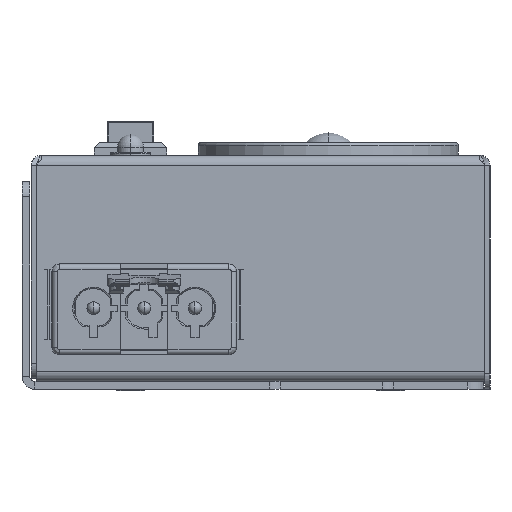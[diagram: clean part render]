
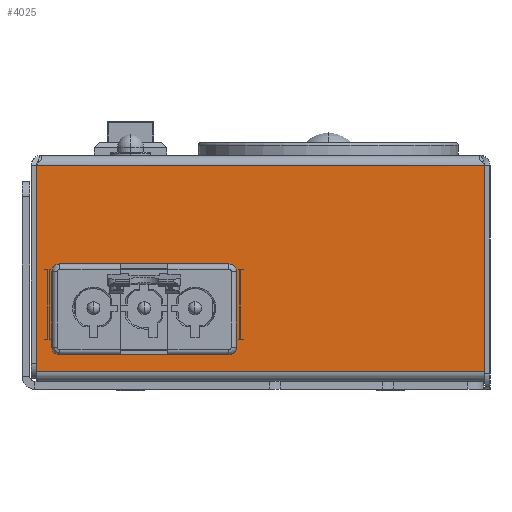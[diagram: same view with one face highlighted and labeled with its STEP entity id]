
A CAD part, left-side view. The second image highlights one B-rep face of the part: STEP entity #4025.
In plain terms, the highlighted planar face has unit normal (-1, 0, 0).
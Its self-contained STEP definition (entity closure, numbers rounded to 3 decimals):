
#245=CARTESIAN_POINT('',(-190.,-43.125,20.5));
#247=DIRECTION('',(0.,1.,0.));
#248=VECTOR('',#247,86.25);
#249=CARTESIAN_POINT('',(-190.,-43.125,20.5));
#250=LINE('',#249,#248);
#251=CARTESIAN_POINT('',(-190.,43.125,20.5));
#1271=DIRECTION('',(0.,-1.,0.));
#1272=VECTOR('',#1271,86.25);
#1273=CARTESIAN_POINT('',(-190.,43.125,-19.));
#1274=LINE('',#1273,#1272);
#1275=DIRECTION('',(0.,0.,-1.));
#1276=VECTOR('',#1275,39.5);
#1277=CARTESIAN_POINT('',(-190.,-43.125,20.5));
#1278=LINE('',#1277,#1276);
#1279=DIRECTION('',(0.,-1.,0.));
#1280=VECTOR('',#1279,33.3);
#1281=CARTESIAN_POINT('',(-190.,39.025,-15.));
#1282=LINE('',#1281,#1280);
#1283=DIRECTION('',(0.,0.,-1.));
#1284=VECTOR('',#1283,39.5);
#1285=CARTESIAN_POINT('',(-190.,43.125,20.5));
#1286=LINE('',#1285,#1284);
#1325=DIRECTION('',(0.,0.,1.));
#1326=VECTOR('',#1325,15.7);
#1327=CARTESIAN_POINT('',(-190.,39.025,-15.));
#1328=LINE('',#1327,#1326);
#1333=DIRECTION('',(0.,-1.,0.));
#1334=VECTOR('',#1333,33.3);
#1335=CARTESIAN_POINT('',(-190.,39.025,0.7));
#1336=LINE('',#1335,#1334);
#1341=DIRECTION('',(0.,0.,-1.));
#1342=VECTOR('',#1341,15.7);
#1343=CARTESIAN_POINT('',(-190.,5.725,0.7));
#1344=LINE('',#1343,#1342);
#1837=VERTEX_POINT('',#251);
#1840=VERTEX_POINT('',#245);
#2148=CARTESIAN_POINT('',(-190.,43.125,-19.));
#2149=VERTEX_POINT('',#2148);
#2150=CARTESIAN_POINT('',(-190.,-43.125,-19.));
#2151=VERTEX_POINT('',#2150);
#2152=CARTESIAN_POINT('',(-190.,39.025,-15.));
#2153=CARTESIAN_POINT('',(-190.,5.725,-15.));
#2154=VERTEX_POINT('',#2152);
#2155=VERTEX_POINT('',#2153);
#2156=CARTESIAN_POINT('',(-190.,5.725,0.7));
#2157=VERTEX_POINT('',#2156);
#2158=CARTESIAN_POINT('',(-190.,39.025,0.7));
#2159=VERTEX_POINT('',#2158);
#4002=CARTESIAN_POINT('',(-190.,44.125,-22.5));
#4003=DIRECTION('',(-1.,0.,0.));
#4004=DIRECTION('',(0.,-1.,0.));
#4005=AXIS2_PLACEMENT_3D('',#4002,#4003,#4004);
#4006=PLANE('',#4005);
#4007=ORIENTED_EDGE('',*,*,#3995,.F.);
#4009=ORIENTED_EDGE('',*,*,#4008,.F.);
#4010=ORIENTED_EDGE('',*,*,#2697,.F.);
#4012=ORIENTED_EDGE('',*,*,#4011,.T.);
#4013=EDGE_LOOP('',(#4007,#4009,#4010,#4012));
#4014=FACE_OUTER_BOUND('',#4013,.F.);
#4016=ORIENTED_EDGE('',*,*,#4015,.T.);
#4018=ORIENTED_EDGE('',*,*,#4017,.F.);
#4020=ORIENTED_EDGE('',*,*,#4019,.F.);
#4022=ORIENTED_EDGE('',*,*,#4021,.F.);
#4023=EDGE_LOOP('',(#4016,#4018,#4020,#4022));
#4024=FACE_BOUND('',#4023,.F.);
#4025=ADVANCED_FACE('',(#4014,#4024),#4006,.T.);
#2697=EDGE_CURVE('',#1840,#1837,#250,.T.);
#3995=EDGE_CURVE('',#2149,#2151,#1274,.T.);
#4008=EDGE_CURVE('',#1837,#2149,#1286,.T.);
#4011=EDGE_CURVE('',#1840,#2151,#1278,.T.);
#4015=EDGE_CURVE('',#2154,#2155,#1282,.T.);
#4017=EDGE_CURVE('',#2157,#2155,#1344,.T.);
#4019=EDGE_CURVE('',#2159,#2157,#1336,.T.);
#4021=EDGE_CURVE('',#2154,#2159,#1328,.T.);
